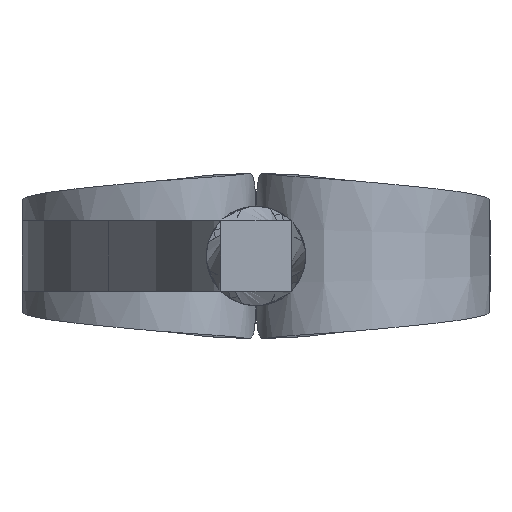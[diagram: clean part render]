
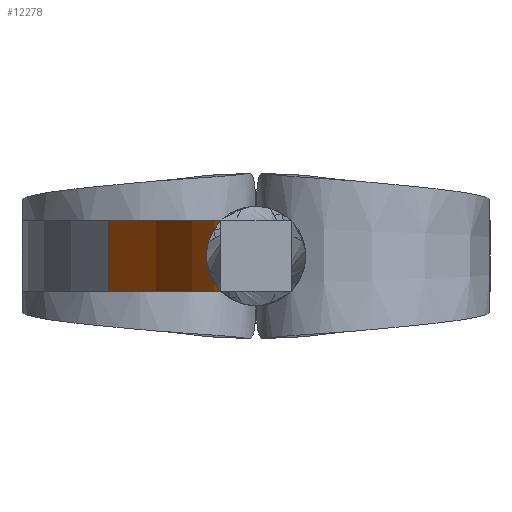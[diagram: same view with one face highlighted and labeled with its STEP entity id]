
A CAD part, front view. The second image highlights one B-rep face of the part: STEP entity #12278.
In plain terms, the highlighted cylindrical face has radius 84.721 mm (diameter 169.441 mm), a partial arc.
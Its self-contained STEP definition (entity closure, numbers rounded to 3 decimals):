
#283 = EDGE_CURVE ( 'NONE', #9156, #8150, #9248, .T. ) ;
#333 = LINE ( 'NONE', #2448, #3293 ) ;
#940 = VERTEX_POINT ( 'NONE', #5142 ) ;
#1565 = EDGE_CURVE ( 'NONE', #9156, #940, #6943, .T. ) ;
#2063 = DIRECTION ( 'NONE',  ( 1., 0., 0. ) ) ;
#2448 = CARTESIAN_POINT ( 'NONE',  ( -25.239, -81.243, -6. ) ) ;
#2491 = CARTESIAN_POINT ( 'NONE',  ( -25.239, -81.243, 6. ) ) ;
#2630 = VECTOR ( 'NONE', #16120, 1000. ) ;
#2965 = AXIS2_PLACEMENT_3D ( 'NONE', #4995, #9237, #2063 ) ;
#3293 = VECTOR ( 'NONE', #16635, 1000. ) ;
#3620 = DIRECTION ( 'NONE',  ( 0., 0., 1. ) ) ;
#4074 = CARTESIAN_POINT ( 'NONE',  ( -6., -135., -6. ) ) ;
#4995 = CARTESIAN_POINT ( 'NONE',  ( -90.721, -135., 6. ) ) ;
#5142 = CARTESIAN_POINT ( 'NONE',  ( -6., -135., 6. ) ) ;
#5331 = AXIS2_PLACEMENT_3D ( 'NONE', #14040, #9629, #12421 ) ;
#5503 = EDGE_CURVE ( 'NONE', #940, #10339, #16358, .T. ) ;
#6943 = LINE ( 'NONE', #11760, #2630 ) ;
#8150 = VERTEX_POINT ( 'NONE', #17915 ) ;
#8799 = ORIENTED_EDGE ( 'NONE', *, *, #283, .F. ) ;
#9156 = VERTEX_POINT ( 'NONE', #4074 ) ;
#9237 = DIRECTION ( 'NONE',  ( 0., 0., 1. ) ) ;
#9248 = CIRCLE ( 'NONE', #5331, 84.721 ) ;
#9272 = AXIS2_PLACEMENT_3D ( 'NONE', #16756, #3620, #15357 ) ;
#9629 = DIRECTION ( 'NONE',  ( 0., 0., 1. ) ) ;
#10339 = VERTEX_POINT ( 'NONE', #2491 ) ;
#11478 = ORIENTED_EDGE ( 'NONE', *, *, #5503, .T. ) ;
#11578 = ORIENTED_EDGE ( 'NONE', *, *, #1565, .T. ) ;
#11760 = CARTESIAN_POINT ( 'NONE',  ( -6., -135., -6. ) ) ;
#12278 = ADVANCED_FACE ( 'NONE', ( #13202 ), #18142, .F. ) ;
#12421 = DIRECTION ( 'NONE',  ( 1., 0., 0. ) ) ;
#12502 = EDGE_LOOP ( 'NONE', ( #11478, #13582, #8799, #11578 ) ) ;
#13202 = FACE_OUTER_BOUND ( 'NONE', #12502, .T. ) ;
#13582 = ORIENTED_EDGE ( 'NONE', *, *, #14866, .F. ) ;
#14040 = CARTESIAN_POINT ( 'NONE',  ( -90.721, -135., -6. ) ) ;
#14866 = EDGE_CURVE ( 'NONE', #8150, #10339, #333, .T. ) ;
#15357 = DIRECTION ( 'NONE',  ( -1., 0., 0. ) ) ;
#16120 = DIRECTION ( 'NONE',  ( 0., 0., 1. ) ) ;
#16358 = CIRCLE ( 'NONE', #2965, 84.721 ) ;
#16635 = DIRECTION ( 'NONE',  ( 0., 0., 1. ) ) ;
#16756 = CARTESIAN_POINT ( 'NONE',  ( -90.721, -135., 0. ) ) ;
#17915 = CARTESIAN_POINT ( 'NONE',  ( -25.239, -81.243, -6. ) ) ;
#18142 = CYLINDRICAL_SURFACE ( 'NONE', #9272, 84.721 ) ;
